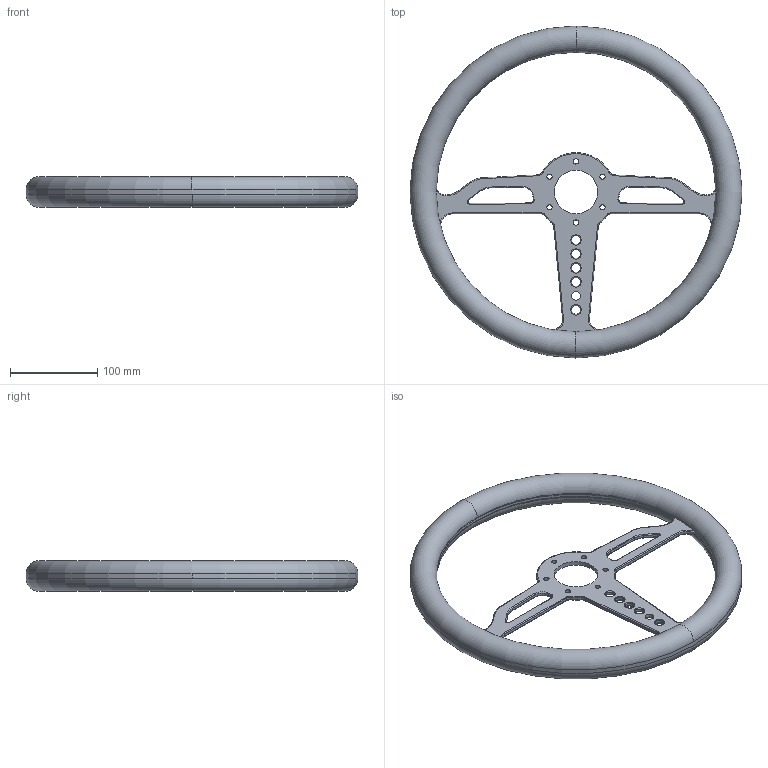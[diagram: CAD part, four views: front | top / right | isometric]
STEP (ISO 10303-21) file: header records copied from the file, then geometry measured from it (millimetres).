
FILE_DESCRIPTION (( 'STEP AP214' ), '1' );
FILE_NAME ('vairas.STEP', '2021-08-03T07:20:14', ( '' ), ( '' ), 'SwSTEP 2.0', 'SolidWorks 2020', '' );
FILE_SCHEMA (( 'AUTOMOTIVE_DESIGN' ));
Length unit declared in the file: millimetre
Products named in the file (3): VAIRAS; Part16; vairas
Assembly tree (3 placements, depth 2):
  vairas
    VAIRAS
    Part16  x2
Bounding box: 380 x 380 x 35 mm (x, y, z)
Volume: 1012876.1 mm3; surface area: 282897.3 mm2
Topology: 3 solids, 3 shells, 272 faces, 666 edges, 394 vertices
Faces by surface type: cylinder 134, torus 90, plane 20, cone 12, bspline 12, sphere 4
Entity records: 9921 total; most frequent: CARTESIAN_POINT 2663, DIRECTION 1592, ORIENTED_EDGE 1312, AXIS2_PLACEMENT_3D 697, EDGE_CURVE 656, CIRCLE 434, VERTEX_POINT 390, EDGE_LOOP 346
